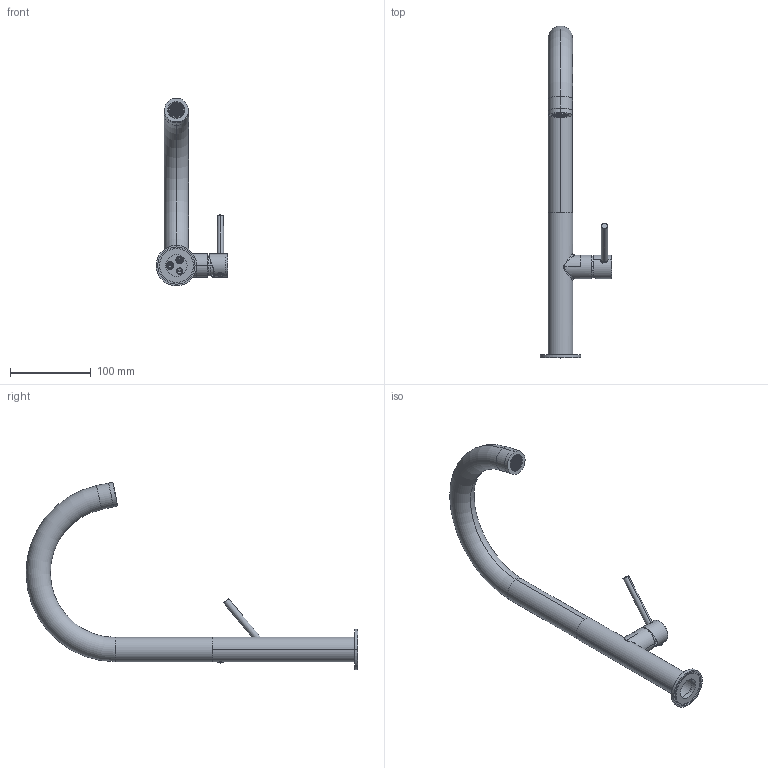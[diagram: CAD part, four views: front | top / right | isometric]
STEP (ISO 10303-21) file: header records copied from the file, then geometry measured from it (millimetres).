
FILE_DESCRIPTION((''),'2;1');
FILE_NAME('CH180CR','2021-06-10T10:40:14',('ut3'),('PAFFONI SpA'),'CREO PARAMETRIC BY PTC INC, 2020044','CREO PARAMETRIC BY PTC INC, 2020044','');
FILE_SCHEMA(('CONFIG_CONTROL_DESIGN','SHAPE_APPEARANCE_LAYERS_GROUPS'));
Length unit declared in the file: millimetre
Products named in the file (1): CH180CR
Bounding box: 88.53 x 410.18 x 231.83 mm (x, y, z)
Volume: 170301.1 mm3; surface area: 129348.3 mm2
Topology: 7 solids, 7 shells, 1803 faces, 5230 edges, 3421 vertices
Faces by surface type: plane 1512, cylinder 170, cone 77, torus 20, bspline 16, sphere 8
Entity records: 76182 total; most frequent: CARTESIAN_POINT 13536, ORIENTED_EDGE 10412, DIRECTION 9992, EDGE_CURVE 5206, VECTOR 3718, LINE 3718, VERTEX_POINT 3421, AXIS2_PLACEMENT_3D 3137
